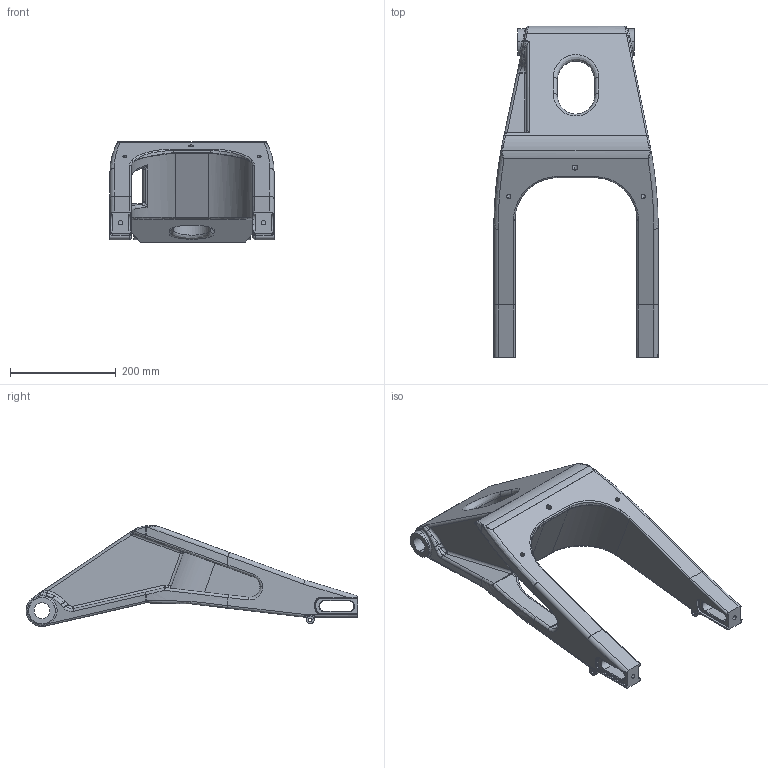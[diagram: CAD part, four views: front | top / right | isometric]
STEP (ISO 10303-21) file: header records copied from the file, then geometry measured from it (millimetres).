
FILE_DESCRIPTION(('STEP AP214'),'1');
FILE_NAME('Pièce 1605.stp','2013-11-08T22:26:55',(' '),(' '),'Spatial InterOp 3D',' ',' ');
FILE_SCHEMA(('automotive_design'));
Length unit declared in the file: millimetre
Products named in the file (1): Pièce 1605
Bounding box: 310 x 626.36 x 190.63 mm (x, y, z)
Volume: 8053016.1 mm3; surface area: 463316.8 mm2
Topology: 1 solids, 1 shells, 373 faces, 920 edges, 528 vertices
Faces by surface type: cylinder 145, bspline 105, torus 54, plane 54, sphere 9, cone 6
Entity records: 27263 total; most frequent: CARTESIAN_POINT 15766, DIRECTION 1802, ORIENTED_EDGE 1798, EDGE_CURVE 899, AXIS2_PLACEMENT_3D 763, VERTEX_POINT 528, CIRCLE 393, EDGE_LOOP 391
